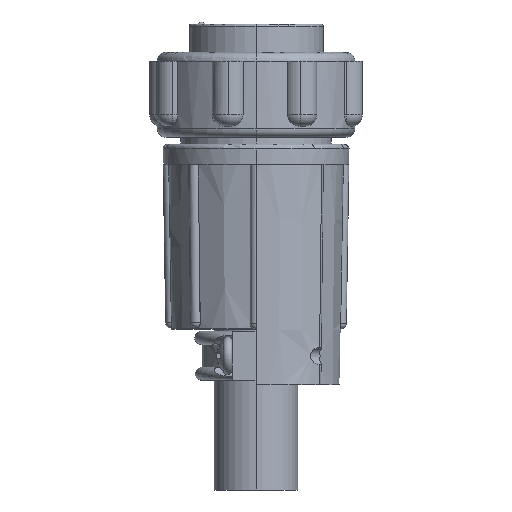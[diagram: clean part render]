
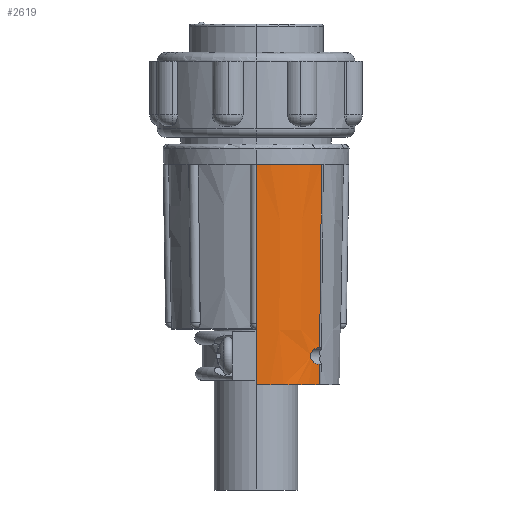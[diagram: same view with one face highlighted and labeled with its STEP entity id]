
A CAD part, left-side view. The second image highlights one B-rep face of the part: STEP entity #2619.
In plain terms, the highlighted conical face has half-angle 0.9 degrees and reference radius 12.529 mm.
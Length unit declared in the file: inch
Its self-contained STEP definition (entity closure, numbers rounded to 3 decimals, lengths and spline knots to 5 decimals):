
#152 = EDGE_LOOP ( 'NONE', ( #1510, #1570, #1511, #1572, #1573, #1379, #1378 ) ) ;
#226 = CARTESIAN_POINT ( 'NONE',  ( -0.47999, 0., -1.29247 ) ) ;
#540 = CIRCLE ( 'NONE', #8573, 0.47489 ) ;
#1378 = ORIENTED_EDGE ( 'NONE', *, *, #2567, .T. ) ;
#1379 = ORIENTED_EDGE ( 'NONE', *, *, #2849, .T. ) ;
#1510 = ORIENTED_EDGE ( 'NONE', *, *, #3131, .F. ) ;
#1511 = ORIENTED_EDGE ( 'NONE', *, *, #2958, .T. ) ;
#1570 = ORIENTED_EDGE ( 'NONE', *, *, #2920, .T. ) ;
#1572 = ORIENTED_EDGE ( 'NONE', *, *, #3200, .T. ) ;
#1573 = ORIENTED_EDGE ( 'NONE', *, *, #2554, .T. ) ;
#1631 = VERTEX_POINT ( 'NONE', #7771 ) ;
#1680 = VERTEX_POINT ( 'NONE', #7820 ) ;
#2050 = AXIS2_PLACEMENT_3D ( 'NONE', #7157, #7156, #7155 ) ;
#2205 = FACE_OUTER_BOUND ( 'NONE', #152, .T. ) ;
#2216 = AXIS2_PLACEMENT_3D ( 'NONE', #7539, #7538, #7537 ) ;
#2554 = EDGE_CURVE ( 'NONE', #1680, #1631, #11155, .T. ) ;
#2567 = EDGE_CURVE ( 'NONE', #6099, #6082, #3747, .T. ) ;
#2619 = ADVANCED_FACE ( 'NONE', ( #2205 ), #3771, .T. ) ;
#2849 = EDGE_CURVE ( 'NONE', #1631, #6099, #10379, .T. ) ;
#2920 = EDGE_CURVE ( 'NONE', #6163, #6074, #10235, .T. ) ;
#2958 = EDGE_CURVE ( 'NONE', #6074, #6067, #540, .T. ) ;
#3131 = EDGE_CURVE ( 'NONE', #6163, #6082, #3458, .T. ) ;
#3200 = EDGE_CURVE ( 'NONE', #6067, #1680, #9420, .T. ) ;
#3456 = DIRECTION ( 'NONE',  ( -0.016, 0., 1. ) ) ;
#3457 = CARTESIAN_POINT ( 'NONE',  ( -0.03, 0., -29.93762 ) ) ;
#3458 = LINE ( 'NONE', #3457, #8598 ) ;
#3626 = CARTESIAN_POINT ( 'NONE',  ( -0.49327, 0., -0.447 ) ) ;
#3629 = CARTESIAN_POINT ( 'NONE',  ( -0.47489, 0., -1.617 ) ) ;
#3632 = CARTESIAN_POINT ( 'NONE',  ( -0.3358, -0.3358, -1.617 ) ) ;
#3747 = CIRCLE ( 'NONE', #2216, 0.49327 ) ;
#3771 = CONICAL_SURFACE ( 'NONE', #2050, 0.49327, 0.016 ) ;
#6067 = VERTEX_POINT ( 'NONE', #3632 ) ;
#6074 = VERTEX_POINT ( 'NONE', #3629 ) ;
#6082 = VERTEX_POINT ( 'NONE', #3626 ) ;
#6099 = VERTEX_POINT ( 'NONE', #10278 ) ;
#6163 = VERTEX_POINT ( 'NONE', #226 ) ;
#7155 = DIRECTION ( 'NONE',  ( 1., 0., 0. ) ) ;
#7156 = DIRECTION ( 'NONE',  ( 0., 0., 1. ) ) ;
#7157 = CARTESIAN_POINT ( 'NONE',  ( 0., 0., -0.447 ) ) ;
#7537 = DIRECTION ( 'NONE',  ( 1., 0., 0. ) ) ;
#7538 = DIRECTION ( 'NONE',  ( 0., 0., -1. ) ) ;
#7539 = CARTESIAN_POINT ( 'NONE',  ( 0., 0., -0.447 ) ) ;
#7692 = CARTESIAN_POINT ( 'NONE',  ( -0.33801, -0.33801, -1.4176 ) ) ;
#7696 = CARTESIAN_POINT ( 'NONE',  ( -0.34315, -0.33287, -1.41794 ) ) ;
#7699 = CARTESIAN_POINT ( 'NONE',  ( -0.34812, -0.32763, -1.41914 ) ) ;
#7702 = CARTESIAN_POINT ( 'NONE',  ( -0.35741, -0.31738, -1.42308 ) ) ;
#7705 = CARTESIAN_POINT ( 'NONE',  ( -0.36178, -0.31231, -1.42582 ) ) ;
#7707 = CARTESIAN_POINT ( 'NONE',  ( -0.36777, -0.30505, -1.43132 ) ) ;
#7771 = CARTESIAN_POINT ( 'NONE',  ( -0.33801, -0.33801, -1.4176 ) ) ;
#7820 = CARTESIAN_POINT ( 'NONE',  ( -0.33701, -0.33701, -1.50846 ) ) ;
#7968 = CARTESIAN_POINT ( 'NONE',  ( -0.36964, -0.30273, -1.43336 ) ) ;
#7970 = CARTESIAN_POINT ( 'NONE',  ( -0.37308, -0.29836, -1.43794 ) ) ;
#7973 = CARTESIAN_POINT ( 'NONE',  ( -0.37468, -0.29628, -1.44052 ) ) ;
#7979 = CARTESIAN_POINT ( 'NONE',  ( -0.3774, -0.29267, -1.44619 ) ) ;
#7981 = CARTESIAN_POINT ( 'NONE',  ( -0.37853, -0.29112, -1.4493 ) ) ;
#7986 = CARTESIAN_POINT ( 'NONE',  ( -0.3801, -0.28888, -1.45607 ) ) ;
#7987 = CARTESIAN_POINT ( 'NONE',  ( -0.38052, -0.28823, -1.4597 ) ) ;
#7991 = CARTESIAN_POINT ( 'NONE',  ( -0.38047, -0.28811, -1.46694 ) ) ;
#7999 = CARTESIAN_POINT ( 'NONE',  ( -0.38, -0.28864, -1.47056 ) ) ;
#8002 = CARTESIAN_POINT ( 'NONE',  ( -0.37832, -0.29066, -1.47733 ) ) ;
#8004 = CARTESIAN_POINT ( 'NONE',  ( -0.37713, -0.29214, -1.48048 ) ) ;
#8005 = CARTESIAN_POINT ( 'NONE',  ( -0.37286, -0.29738, -1.48903 ) ) ;
#8011 = CARTESIAN_POINT ( 'NONE',  ( -0.36914, -0.3019, -1.49356 ) ) ;
#8013 = CARTESIAN_POINT ( 'NONE',  ( -0.36101, -0.3114, -1.50072 ) ) ;
#8016 = CARTESIAN_POINT ( 'NONE',  ( -0.35648, -0.31653, -1.50343 ) ) ;
#8018 = CARTESIAN_POINT ( 'NONE',  ( -0.34707, -0.32674, -1.50716 ) ) ;
#8019 = CARTESIAN_POINT ( 'NONE',  ( -0.34215, -0.33186, -1.50823 ) ) ;
#8021 = CARTESIAN_POINT ( 'NONE',  ( -0.33701, -0.33701, -1.50846 ) ) ;
#8409 = VECTOR ( 'NONE', #9418, 39.37008 ) ;
#8573 = AXIS2_PLACEMENT_3D ( 'NONE', #10064, #10063, #10062 ) ;
#8598 = VECTOR ( 'NONE', #3456, 39.37008 ) ;
#8796 = VECTOR ( 'NONE', #10232, 39.37008 ) ;
#8983 = VECTOR ( 'NONE', #10377, 39.37008 ) ;
#9418 = DIRECTION ( 'NONE',  ( -0.011, -0.011, 1. ) ) ;
#9419 = CARTESIAN_POINT ( 'NONE',  ( -0.3488, -0.3488, -0.447 ) ) ;
#9420 = LINE ( 'NONE', #9419, #8409 ) ;
#10062 = DIRECTION ( 'NONE',  ( 1., 0., 0. ) ) ;
#10063 = DIRECTION ( 'NONE',  ( 0., 0., 1. ) ) ;
#10064 = CARTESIAN_POINT ( 'NONE',  ( 0., 0., -1.617 ) ) ;
#10232 = DIRECTION ( 'NONE',  ( 0.016, 0., -1. ) ) ;
#10233 = CARTESIAN_POINT ( 'NONE',  ( -0.49327, 0., -0.447 ) ) ;
#10235 = LINE ( 'NONE', #10233, #8796 ) ;
#10278 = CARTESIAN_POINT ( 'NONE',  ( -0.3488, -0.3488, -0.447 ) ) ;
#10377 = DIRECTION ( 'NONE',  ( -0.011, -0.011, 1. ) ) ;
#10378 = CARTESIAN_POINT ( 'NONE',  ( -0.3488, -0.3488, -0.447 ) ) ;
#10379 = LINE ( 'NONE', #10378, #8983 ) ;
#11155 = B_SPLINE_CURVE_WITH_KNOTS ( 'NONE', 3,
 ( #8021, #8019, #8018, #8016, #8013, #8011, #8005, #8004, #8002, #7999, #7991, #7987, #7986, #7981, #7979, #7973, #7970, #7968, #7707, #7705, #7702, #7699, #7696, #7692 ),
 .UNSPECIFIED., .F., .F.,
 ( 4, 2, 2, 2, 2, 2, 2, 2, 2, 2, 2, 4 ),
 ( 0., 0.00055, 0.00109, 0.00164, 0.00191, 0.00219, 0.00246, 0.00273, 0.00301, 0.00328, 0.00383, 0.00437 ),
 .UNSPECIFIED. ) ;
